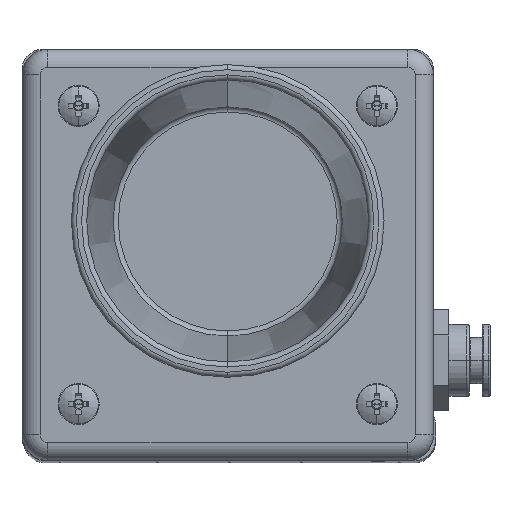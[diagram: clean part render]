
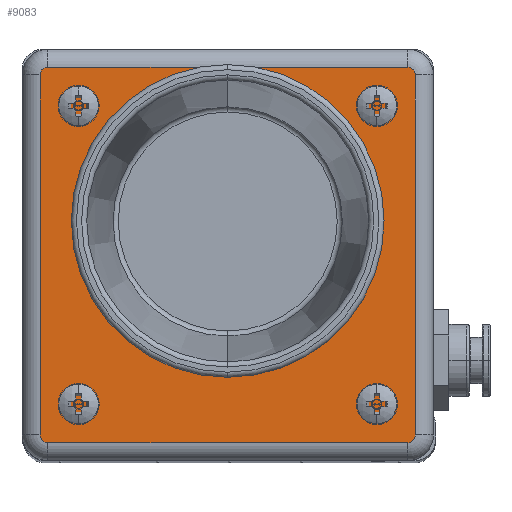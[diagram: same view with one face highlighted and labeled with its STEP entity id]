
A CAD part, top view. The second image highlights one B-rep face of the part: STEP entity #9083.
In plain terms, the highlighted planar face has unit normal (0, 0, 1).
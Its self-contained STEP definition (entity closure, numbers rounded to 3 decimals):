
#22 = CARTESIAN_POINT ( 'NONE',  ( -214.767, -55.325, 126.034 ) ) ;
#844 = DIRECTION ( 'NONE',  ( 1., 0., 0. ) ) ;
#1201 = CARTESIAN_POINT ( 'NONE',  ( -284.767, -55.325, 126.034 ) ) ;
#1670 = LINE ( 'NONE', #14090, #9993 ) ;
#2059 = DIRECTION ( 'NONE',  ( 1., 0., 0. ) ) ;
#2122 = CIRCLE ( 'NONE', #16340, 1.5 ) ;
#2284 = VECTOR ( 'NONE', #844, 1000. ) ;
#2453 = ORIENTED_EDGE ( 'NONE', *, *, #9546, .T. ) ;
#3163 = VERTEX_POINT ( 'NONE', #32755 ) ;
#3288 = CARTESIAN_POINT ( 'NONE',  ( -214.767, 16.175, 126.034 ) ) ;
#3588 = VERTEX_POINT ( 'NONE', #13388 ) ;
#4141 = EDGE_CURVE ( 'NONE', #27383, #39319, #30650, .T. ) ;
#4789 = DIRECTION ( 'NONE',  ( 1., 0., 0. ) ) ;
#5872 = CIRCLE ( 'NONE', #14906, 1.5 ) ;
#7310 = CARTESIAN_POINT ( 'NONE',  ( -284.767, 16.175, 126.034 ) ) ;
#7686 = ORIENTED_EDGE ( 'NONE', *, *, #4141, .T. ) ;
#9083 = ADVANCED_FACE ( 'NONE', ( #45861 ), #36813, .T. ) ;
#9546 = EDGE_CURVE ( 'NONE', #3588, #33828, #14052, .T. ) ;
#9993 = VECTOR ( 'NONE', #35444, 1000. ) ;
#10982 = CARTESIAN_POINT ( 'NONE',  ( -214.767, 14.675, 126.034 ) ) ;
#12699 = CARTESIAN_POINT ( 'NONE',  ( -284.767, -56.825, 126.034 ) ) ;
#13133 = ORIENTED_EDGE ( 'NONE', *, *, #43367, .T. ) ;
#13388 = CARTESIAN_POINT ( 'NONE',  ( -286.267, -55.325, 126.034 ) ) ;
#13755 = EDGE_CURVE ( 'NONE', #18905, #14509, #34630, .T. ) ;
#13979 = CARTESIAN_POINT ( 'NONE',  ( -213.267, 14.675, 126.034 ) ) ;
#14052 = CIRCLE ( 'NONE', #23649, 1.5 ) ;
#14090 = CARTESIAN_POINT ( 'NONE',  ( -286.267, -55.325, 126.034 ) ) ;
#14509 = VERTEX_POINT ( 'NONE', #37653 ) ;
#14590 = DIRECTION ( 'NONE',  ( 1., 0., 0. ) ) ;
#14666 = EDGE_CURVE ( 'NONE', #3163, #3588, #1670, .T. ) ;
#14906 = AXIS2_PLACEMENT_3D ( 'NONE', #10982, #35943, #14590 ) ;
#16340 = AXIS2_PLACEMENT_3D ( 'NONE', #44753, #23419, #2059 ) ;
#16990 = EDGE_LOOP ( 'NONE', ( #2453, #28996, #7686, #38325, #39934, #18640, #13133, #23127 ) ) ;
#17612 = DIRECTION ( 'NONE',  ( 1., 0., 0. ) ) ;
#18065 = EDGE_CURVE ( 'NONE', #39319, #20096, #34325, .T. ) ;
#18125 = EDGE_CURVE ( 'NONE', #20096, #18905, #5872, .T. ) ;
#18640 = ORIENTED_EDGE ( 'NONE', *, *, #13755, .T. ) ;
#18720 = CARTESIAN_POINT ( 'NONE',  ( -213.267, 14.675, 126.034 ) ) ;
#18862 = CARTESIAN_POINT ( 'NONE',  ( -214.767, -55.325, 126.034 ) ) ;
#18905 = VERTEX_POINT ( 'NONE', #3288 ) ;
#19020 = DIRECTION ( 'NONE',  ( 0., 0., 1. ) ) ;
#20096 = VERTEX_POINT ( 'NONE', #18720 ) ;
#21123 = DIRECTION ( 'NONE',  ( 0., 1., 0. ) ) ;
#22180 = CARTESIAN_POINT ( 'NONE',  ( -214.767, -56.825, 126.034 ) ) ;
#23127 = ORIENTED_EDGE ( 'NONE', *, *, #14666, .T. ) ;
#23332 = AXIS2_PLACEMENT_3D ( 'NONE', #22, #42638, #17612 ) ;
#23419 = DIRECTION ( 'NONE',  ( 0., 0., 1. ) ) ;
#23649 = AXIS2_PLACEMENT_3D ( 'NONE', #1201, #26129, #4789 ) ;
#23975 = EDGE_CURVE ( 'NONE', #33828, #27383, #37983, .T. ) ;
#25147 = VECTOR ( 'NONE', #39427, 1000. ) ;
#25951 = VECTOR ( 'NONE', #21123, 1000. ) ;
#26129 = DIRECTION ( 'NONE',  ( 0., 0., 1. ) ) ;
#27383 = VERTEX_POINT ( 'NONE', #36817 ) ;
#28996 = ORIENTED_EDGE ( 'NONE', *, *, #23975, .T. ) ;
#30650 = CIRCLE ( 'NONE', #23332, 1.5 ) ;
#32755 = CARTESIAN_POINT ( 'NONE',  ( -286.267, 14.675, 126.034 ) ) ;
#33828 = VERTEX_POINT ( 'NONE', #12699 ) ;
#34325 = LINE ( 'NONE', #13979, #25951 ) ;
#34630 = LINE ( 'NONE', #7310, #25147 ) ;
#35444 = DIRECTION ( 'NONE',  ( 0., -1., 0. ) ) ;
#35943 = DIRECTION ( 'NONE',  ( 0., 0., 1. ) ) ;
#36813 = PLANE ( 'NONE',  #39785 ) ;
#36817 = CARTESIAN_POINT ( 'NONE',  ( -214.767, -56.825, 126.034 ) ) ;
#37653 = CARTESIAN_POINT ( 'NONE',  ( -284.767, 16.175, 126.034 ) ) ;
#37983 = LINE ( 'NONE', #22180, #2284 ) ;
#38325 = ORIENTED_EDGE ( 'NONE', *, *, #18065, .T. ) ;
#39319 = VERTEX_POINT ( 'NONE', #39701 ) ;
#39427 = DIRECTION ( 'NONE',  ( -1., 0., 0. ) ) ;
#39701 = CARTESIAN_POINT ( 'NONE',  ( -213.267, -55.325, 126.034 ) ) ;
#39785 = AXIS2_PLACEMENT_3D ( 'NONE', #18862, #19020, #43948 ) ;
#39934 = ORIENTED_EDGE ( 'NONE', *, *, #18125, .T. ) ;
#42638 = DIRECTION ( 'NONE',  ( 0., 0., 1. ) ) ;
#43367 = EDGE_CURVE ( 'NONE', #14509, #3163, #2122, .T. ) ;
#43948 = DIRECTION ( 'NONE',  ( 1., 0., 0. ) ) ;
#44753 = CARTESIAN_POINT ( 'NONE',  ( -284.767, 14.675, 126.034 ) ) ;
#45861 = FACE_OUTER_BOUND ( 'NONE', #16990, .T. ) ;
